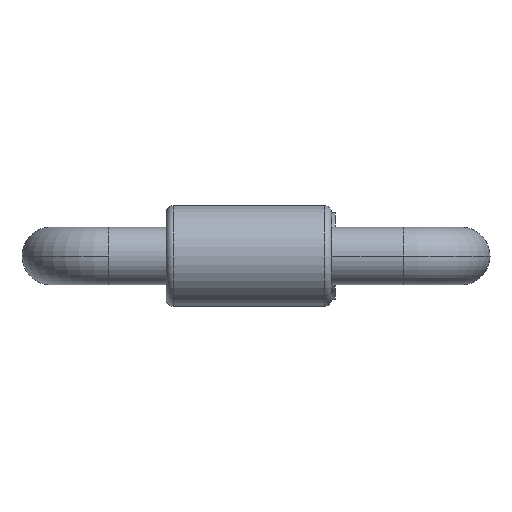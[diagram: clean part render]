
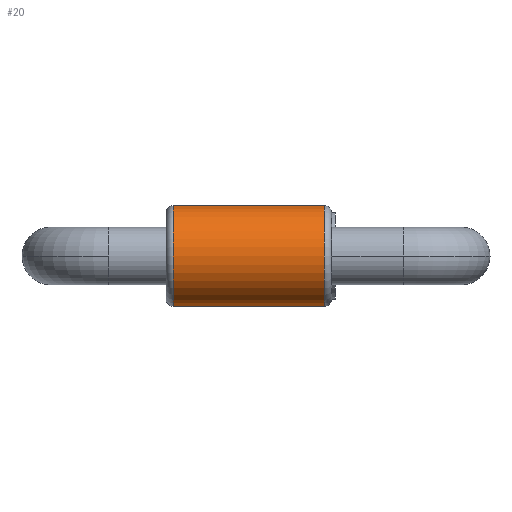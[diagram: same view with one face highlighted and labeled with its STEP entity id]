
A CAD part, left-side view. The second image highlights one B-rep face of the part: STEP entity #20.
In plain terms, the highlighted cylindrical face has radius 7 mm (diameter 14 mm), a partial arc.
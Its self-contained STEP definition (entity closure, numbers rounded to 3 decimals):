
#20 = ADVANCED_FACE ( 'NONE', ( #2397 ), #1337, .T. ) ;
#71 = DIRECTION ( 'NONE',  ( 0., 0., -1. ) ) ;
#79 = ORIENTED_EDGE ( 'NONE', *, *, #575, .F. ) ;
#172 = CARTESIAN_POINT ( 'NONE',  ( 0., -15.304, 7. ) ) ;
#231 = CARTESIAN_POINT ( 'NONE',  ( 0., 11.5, 7. ) ) ;
#250 = CARTESIAN_POINT ( 'NONE',  ( 0., -15.304, -7. ) ) ;
#270 = CIRCLE ( 'NONE', #632, 7. ) ;
#350 = CARTESIAN_POINT ( 'NONE',  ( 0., -9.5, 0. ) ) ;
#373 = CARTESIAN_POINT ( 'NONE',  ( 0., -9.5, 7. ) ) ;
#400 = VECTOR ( 'NONE', #462, 1000. ) ;
#462 = DIRECTION ( 'NONE',  ( 0., -1., 0. ) ) ;
#525 = CIRCLE ( 'NONE', #2243, 7. ) ;
#556 = DIRECTION ( 'NONE',  ( 0., 0., -1. ) ) ;
#575 = EDGE_CURVE ( 'NONE', #1317, #1877, #636, .T. ) ;
#632 = AXIS2_PLACEMENT_3D ( 'NONE', #350, #1756, #556 ) ;
#636 = LINE ( 'NONE', #172, #2577 ) ;
#943 = LINE ( 'NONE', #250, #400 ) ;
#1048 = AXIS2_PLACEMENT_3D ( 'NONE', #2451, #1137, #1535 ) ;
#1126 = EDGE_CURVE ( 'NONE', #1877, #1342, #270, .T. ) ;
#1137 = DIRECTION ( 'NONE',  ( 0., -1., 0. ) ) ;
#1276 = ORIENTED_EDGE ( 'NONE', *, *, #1661, .T. ) ;
#1280 = DIRECTION ( 'NONE',  ( 0., -1., 0. ) ) ;
#1317 = VERTEX_POINT ( 'NONE', #231 ) ;
#1337 = CYLINDRICAL_SURFACE ( 'NONE', #1048, 7. ) ;
#1342 = VERTEX_POINT ( 'NONE', #1665 ) ;
#1519 = ORIENTED_EDGE ( 'NONE', *, *, #2096, .T. ) ;
#1535 = DIRECTION ( 'NONE',  ( 0., 0., -1. ) ) ;
#1661 = EDGE_CURVE ( 'NONE', #1317, #2028, #525, .T. ) ;
#1665 = CARTESIAN_POINT ( 'NONE',  ( 0., -9.5, -7. ) ) ;
#1756 = DIRECTION ( 'NONE',  ( 0., -1., 0. ) ) ;
#1783 = DIRECTION ( 'NONE',  ( 0., -1., 0. ) ) ;
#1877 = VERTEX_POINT ( 'NONE', #373 ) ;
#2028 = VERTEX_POINT ( 'NONE', #2238 ) ;
#2096 = EDGE_CURVE ( 'NONE', #2028, #1342, #943, .T. ) ;
#2146 = ORIENTED_EDGE ( 'NONE', *, *, #1126, .F. ) ;
#2151 = EDGE_LOOP ( 'NONE', ( #79, #1276, #1519, #2146 ) ) ;
#2238 = CARTESIAN_POINT ( 'NONE',  ( 0., 11.5, -7. ) ) ;
#2243 = AXIS2_PLACEMENT_3D ( 'NONE', #2487, #1280, #71 ) ;
#2397 = FACE_OUTER_BOUND ( 'NONE', #2151, .T. ) ;
#2451 = CARTESIAN_POINT ( 'NONE',  ( 0., -15.304, 0. ) ) ;
#2487 = CARTESIAN_POINT ( 'NONE',  ( 0., 11.5, 0. ) ) ;
#2577 = VECTOR ( 'NONE', #1783, 1000. ) ;
